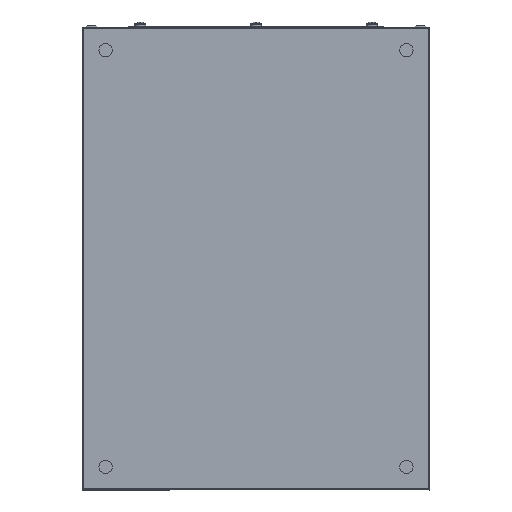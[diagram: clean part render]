
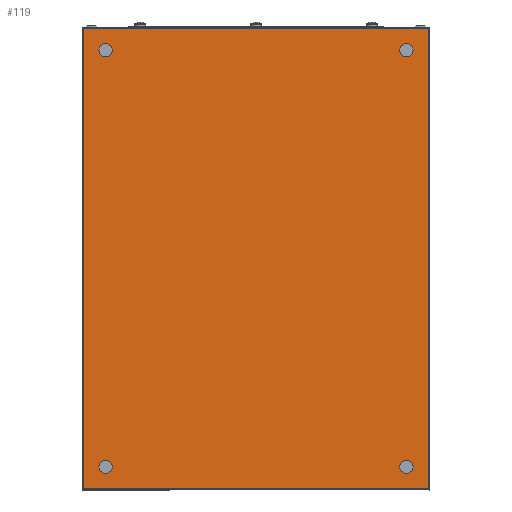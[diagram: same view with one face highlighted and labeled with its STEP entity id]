
A CAD part, front view. The second image highlights one B-rep face of the part: STEP entity #119.
In plain terms, the highlighted planar face has unit normal (0, -1, 0).
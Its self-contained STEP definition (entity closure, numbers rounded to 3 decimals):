
#81 = EDGE_CURVE ( 'NONE', #16613, #10005, #17799, .T. ) ;
#119 = ADVANCED_FACE ( 'NONE', ( #5488, #11035, #22437, #27101, #23281 ), #23811, .T. ) ;
#723 = DIRECTION ( 'NONE',  ( 0., 0., 1. ) ) ;
#850 = VERTEX_POINT ( 'NONE', #16449 ) ;
#1442 = ORIENTED_EDGE ( 'NONE', *, *, #17750, .F. ) ;
#1760 = DIRECTION ( 'NONE',  ( 0., 0., -1. ) ) ;
#1919 = ORIENTED_EDGE ( 'NONE', *, *, #11331, .F. ) ;
#2067 = DIRECTION ( 'NONE',  ( 0., 0., 1. ) ) ;
#2093 = VECTOR ( 'NONE', #26206, 1000. ) ;
#2199 = CIRCLE ( 'NONE', #12726, 4.25 ) ;
#2573 = EDGE_CURVE ( 'NONE', #850, #18283, #9619, .T. ) ;
#4502 = CARTESIAN_POINT ( 'NONE',  ( 0., 0., -397.6 ) ) ;
#4556 = ORIENTED_EDGE ( 'NONE', *, *, #5709, .F. ) ;
#4611 = AXIS2_PLACEMENT_3D ( 'NONE', #4971, #13088, #1760 ) ;
#4625 = EDGE_CURVE ( 'NONE', #18737, #34913, #2199, .T. ) ;
#4971 = CARTESIAN_POINT ( 'NONE',  ( 0., 0., -397.6 ) ) ;
#5200 = VECTOR ( 'NONE', #14230, 1000. ) ;
#5488 = FACE_BOUND ( 'NONE', #7374, .T. ) ;
#5709 = EDGE_CURVE ( 'NONE', #21092, #16613, #14174, .T. ) ;
#5972 = EDGE_LOOP ( 'NONE', ( #4556, #14198, #1442, #28972 ) ) ;
#6655 = EDGE_LOOP ( 'NONE', ( #1919, #15540 ) ) ;
#7374 = EDGE_LOOP ( 'NONE', ( #16151, #34885 ) ) ;
#8203 = CARTESIAN_POINT ( 'NONE',  ( 18.8, 0., -18.8 ) ) ;
#9241 = AXIS2_PLACEMENT_3D ( 'NONE', #8203, #27131, #11187 ) ;
#9415 = ORIENTED_EDGE ( 'NONE', *, *, #4625, .F. ) ;
#9619 = CIRCLE ( 'NONE', #9241, 4.25 ) ;
#9838 = CARTESIAN_POINT ( 'NONE',  ( 278.8, 0., -18.8 ) ) ;
#10005 = VERTEX_POINT ( 'NONE', #15278 ) ;
#10081 = AXIS2_PLACEMENT_3D ( 'NONE', #16542, #32745, #16661 ) ;
#10587 = EDGE_CURVE ( 'NONE', #10974, #21092, #15741, .T. ) ;
#10974 = VERTEX_POINT ( 'NONE', #16765 ) ;
#11035 = FACE_BOUND ( 'NONE', #6655, .T. ) ;
#11187 = DIRECTION ( 'NONE',  ( 0., 0., 1. ) ) ;
#11331 = EDGE_CURVE ( 'NONE', #18283, #850, #26257, .T. ) ;
#12261 = DIRECTION ( 'NONE',  ( 0., -1., 0. ) ) ;
#12726 = AXIS2_PLACEMENT_3D ( 'NONE', #28454, #12261, #31177 ) ;
#12790 = DIRECTION ( 'NONE',  ( 0., 0., 1. ) ) ;
#13088 = DIRECTION ( 'NONE',  ( 0., -1., 0. ) ) ;
#13159 = CARTESIAN_POINT ( 'NONE',  ( 0., 0., 0. ) ) ;
#13293 = AXIS2_PLACEMENT_3D ( 'NONE', #22575, #34522, #12790 ) ;
#13366 = CIRCLE ( 'NONE', #31999, 4.25 ) ;
#14133 = VERTEX_POINT ( 'NONE', #23202 ) ;
#14174 = LINE ( 'NONE', #22108, #5200 ) ;
#14198 = ORIENTED_EDGE ( 'NONE', *, *, #10587, .F. ) ;
#14230 = DIRECTION ( 'NONE',  ( 0., 0., 1. ) ) ;
#14695 = VERTEX_POINT ( 'NONE', #16115 ) ;
#15044 = CARTESIAN_POINT ( 'NONE',  ( 0., 0., -397.6 ) ) ;
#15048 = ORIENTED_EDGE ( 'NONE', *, *, #29721, .F. ) ;
#15278 = CARTESIAN_POINT ( 'NONE',  ( 297.6, 0., 0. ) ) ;
#15540 = ORIENTED_EDGE ( 'NONE', *, *, #2573, .F. ) ;
#15688 = CARTESIAN_POINT ( 'NONE',  ( 0., 0., 0. ) ) ;
#15741 = LINE ( 'NONE', #4502, #2093 ) ;
#16115 = CARTESIAN_POINT ( 'NONE',  ( 18.8, 0., -383.05 ) ) ;
#16151 = ORIENTED_EDGE ( 'NONE', *, *, #20831, .F. ) ;
#16449 = CARTESIAN_POINT ( 'NONE',  ( 18.8, 0., -14.55 ) ) ;
#16542 = CARTESIAN_POINT ( 'NONE',  ( 18.8, 0., -378.8 ) ) ;
#16602 = CARTESIAN_POINT ( 'NONE',  ( 18.8, 0., -378.8 ) ) ;
#16613 = VERTEX_POINT ( 'NONE', #13159 ) ;
#16661 = DIRECTION ( 'NONE',  ( 0., 0., -1. ) ) ;
#16765 = CARTESIAN_POINT ( 'NONE',  ( 297.6, 0., -397.6 ) ) ;
#17642 = AXIS2_PLACEMENT_3D ( 'NONE', #18370, #20936, #2067 ) ;
#17750 = EDGE_CURVE ( 'NONE', #10005, #10974, #25008, .T. ) ;
#17799 = LINE ( 'NONE', #15688, #31740 ) ;
#18283 = VERTEX_POINT ( 'NONE', #33595 ) ;
#18370 = CARTESIAN_POINT ( 'NONE',  ( 18.8, 0., -18.8 ) ) ;
#18407 = VERTEX_POINT ( 'NONE', #31327 ) ;
#18737 = VERTEX_POINT ( 'NONE', #24673 ) ;
#19096 = CIRCLE ( 'NONE', #10081, 4.25 ) ;
#19120 = EDGE_LOOP ( 'NONE', ( #32650, #9415 ) ) ;
#19125 = AXIS2_PLACEMENT_3D ( 'NONE', #9838, #31354, #34419 ) ;
#19377 = DIRECTION ( 'NONE',  ( 0., -1., 0. ) ) ;
#19385 = EDGE_LOOP ( 'NONE', ( #33290, #15048 ) ) ;
#19503 = DIRECTION ( 'NONE',  ( 0., 0., -1. ) ) ;
#19625 = EDGE_CURVE ( 'NONE', #34913, #18737, #20657, .T. ) ;
#20657 = CIRCLE ( 'NONE', #19125, 4.25 ) ;
#20737 = CARTESIAN_POINT ( 'NONE',  ( 18.8, 0., -374.55 ) ) ;
#20831 = EDGE_CURVE ( 'NONE', #14695, #26901, #20988, .T. ) ;
#20936 = DIRECTION ( 'NONE',  ( 0., -1., 0. ) ) ;
#20988 = CIRCLE ( 'NONE', #28927, 4.25 ) ;
#21076 = EDGE_CURVE ( 'NONE', #14133, #18407, #21862, .T. ) ;
#21092 = VERTEX_POINT ( 'NONE', #15044 ) ;
#21862 = CIRCLE ( 'NONE', #13293, 4.25 ) ;
#22088 = CARTESIAN_POINT ( 'NONE',  ( 278.8, 0., -378.8 ) ) ;
#22108 = CARTESIAN_POINT ( 'NONE',  ( 0., 0., 0. ) ) ;
#22437 = FACE_BOUND ( 'NONE', #19120, .T. ) ;
#22575 = CARTESIAN_POINT ( 'NONE',  ( 278.8, 0., -378.8 ) ) ;
#23202 = CARTESIAN_POINT ( 'NONE',  ( 278.8, 0., -383.05 ) ) ;
#23281 = FACE_OUTER_BOUND ( 'NONE', #5972, .T. ) ;
#23811 = PLANE ( 'NONE',  #4611 ) ;
#24673 = CARTESIAN_POINT ( 'NONE',  ( 278.8, 0., -14.55 ) ) ;
#24851 = DIRECTION ( 'NONE',  ( 0., -1., 0. ) ) ;
#25008 = LINE ( 'NONE', #30408, #27124 ) ;
#26206 = DIRECTION ( 'NONE',  ( -1., 0., 0. ) ) ;
#26257 = CIRCLE ( 'NONE', #17642, 4.25 ) ;
#26258 = CARTESIAN_POINT ( 'NONE',  ( 278.8, 0., -23.05 ) ) ;
#26901 = VERTEX_POINT ( 'NONE', #20737 ) ;
#27101 = FACE_BOUND ( 'NONE', #19385, .T. ) ;
#27124 = VECTOR ( 'NONE', #19503, 1000. ) ;
#27131 = DIRECTION ( 'NONE',  ( 0., -1., 0. ) ) ;
#27578 = DIRECTION ( 'NONE',  ( 0., 0., -1. ) ) ;
#28454 = CARTESIAN_POINT ( 'NONE',  ( 278.8, 0., -18.8 ) ) ;
#28927 = AXIS2_PLACEMENT_3D ( 'NONE', #16602, #24851, #27578 ) ;
#28972 = ORIENTED_EDGE ( 'NONE', *, *, #81, .F. ) ;
#29721 = EDGE_CURVE ( 'NONE', #18407, #14133, #13366, .T. ) ;
#30408 = CARTESIAN_POINT ( 'NONE',  ( 297.6, 0., 0. ) ) ;
#31177 = DIRECTION ( 'NONE',  ( 0., 0., -1. ) ) ;
#31327 = CARTESIAN_POINT ( 'NONE',  ( 278.8, 0., -374.55 ) ) ;
#31354 = DIRECTION ( 'NONE',  ( 0., -1., 0. ) ) ;
#31733 = EDGE_CURVE ( 'NONE', #26901, #14695, #19096, .T. ) ;
#31740 = VECTOR ( 'NONE', #34359, 1000. ) ;
#31999 = AXIS2_PLACEMENT_3D ( 'NONE', #22088, #19377, #723 ) ;
#32650 = ORIENTED_EDGE ( 'NONE', *, *, #19625, .F. ) ;
#32745 = DIRECTION ( 'NONE',  ( 0., -1., 0. ) ) ;
#33290 = ORIENTED_EDGE ( 'NONE', *, *, #21076, .F. ) ;
#33595 = CARTESIAN_POINT ( 'NONE',  ( 18.8, 0., -23.05 ) ) ;
#34359 = DIRECTION ( 'NONE',  ( 1., 0., 0. ) ) ;
#34419 = DIRECTION ( 'NONE',  ( 0., 0., -1. ) ) ;
#34522 = DIRECTION ( 'NONE',  ( 0., -1., 0. ) ) ;
#34885 = ORIENTED_EDGE ( 'NONE', *, *, #31733, .F. ) ;
#34913 = VERTEX_POINT ( 'NONE', #26258 ) ;
